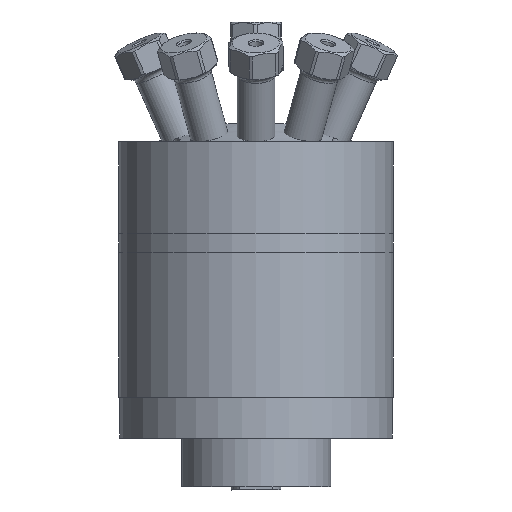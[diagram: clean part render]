
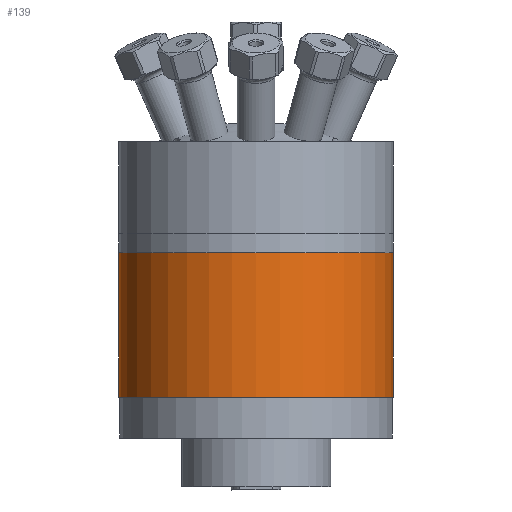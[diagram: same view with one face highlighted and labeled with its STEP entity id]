
A CAD part, front view. The second image highlights one B-rep face of the part: STEP entity #139.
In plain terms, the highlighted cylindrical face has radius 17.462 mm (diameter 34.925 mm), a full revolution.
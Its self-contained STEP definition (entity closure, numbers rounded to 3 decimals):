
#75=CARTESIAN_POINT('',(17.462,0.,-18.415));
#76=VERTEX_POINT('',#75);
#77=CARTESIAN_POINT('',(0.0,0.0,-18.415));
#78=DIRECTION('',(0.0,0.0,1.0));
#79=DIRECTION('',(-1.0,0.0,0.0));
#80=AXIS2_PLACEMENT_3D('',#77,#78,#79);
#81=CIRCLE('',#80,17.462);
#82=EDGE_CURVE('',#76,#76,#81,.T.);
#120=CARTESIAN_POINT('',(0.0,0.0,0.0));
#121=DIRECTION('',(0.0,0.0,-1.0));
#122=DIRECTION('',(-1.0,0.0,0.0));
#123=AXIS2_PLACEMENT_3D('',#120,#121,#122);
#124=CYLINDRICAL_SURFACE('',#123,17.462);
#125=CARTESIAN_POINT('',(17.462,0.,0.0));
#126=VERTEX_POINT('',#125);
#127=CARTESIAN_POINT('',(0.0,0.0,0.0));
#128=DIRECTION('',(0.0,0.0,-1.0));
#129=DIRECTION('',(-1.0,0.0,0.0));
#130=AXIS2_PLACEMENT_3D('',#127,#128,#129);
#131=CIRCLE('',#130,17.462);
#132=EDGE_CURVE('',#126,#126,#131,.T.);
#133=ORIENTED_EDGE('',*,*,#132,.T.);
#134=EDGE_LOOP('',(#133));
#135=FACE_OUTER_BOUND('',#134,.T.);
#136=ORIENTED_EDGE('',*,*,#82,.T.);
#137=EDGE_LOOP('',(#136));
#138=FACE_BOUND('',#137,.T.);
#139=ADVANCED_FACE('',(#135,#138),#124,.T.);
